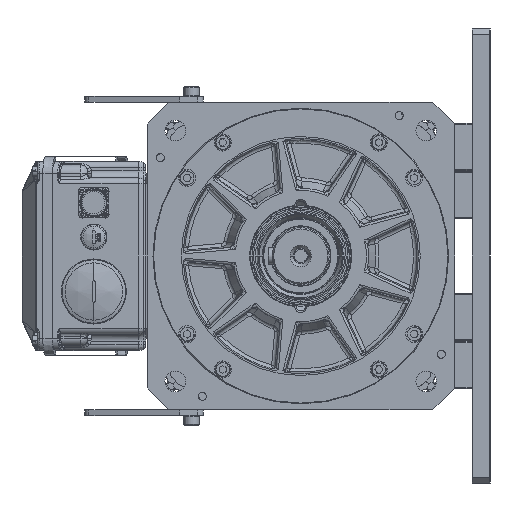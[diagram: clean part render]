
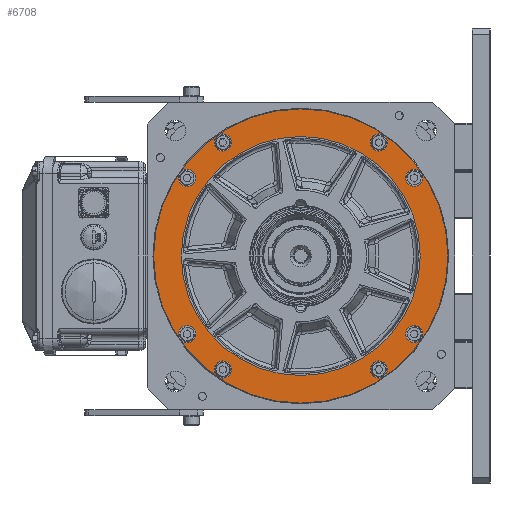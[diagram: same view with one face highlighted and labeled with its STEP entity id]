
A CAD part, left-side view. The second image highlights one B-rep face of the part: STEP entity #6708.
In plain terms, the highlighted planar face has unit normal (-1, 0, 0).
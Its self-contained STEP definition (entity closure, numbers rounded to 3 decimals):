
#1033=CARTESIAN_POINT('',(106.,0.,0.));
#1034=DIRECTION('',(1.,0.,0.));
#1035=DIRECTION('',(0.,-1.,0.));
#1036=AXIS2_PLACEMENT_3D('',#1033,#1034,#1035);
#1038=CARTESIAN_POINT('',(106.,0.,0.));
#1039=DIRECTION('',(1.,0.,0.));
#1040=DIRECTION('',(0.,1.,0.));
#1041=AXIS2_PLACEMENT_3D('',#1038,#1039,#1040);
#1043=CARTESIAN_POINT('',(106.,96.,-66.));
#1044=DIRECTION('',(-1.,0.,0.));
#1045=DIRECTION('',(0.,-1.,0.));
#1046=AXIS2_PLACEMENT_3D('',#1043,#1044,#1045);
#1048=CARTESIAN_POINT('',(106.,96.,-66.));
#1049=DIRECTION('',(-1.,0.,0.));
#1050=DIRECTION('',(0.,1.,0.));
#1051=AXIS2_PLACEMENT_3D('',#1048,#1049,#1050);
#1053=CARTESIAN_POINT('',(106.,96.,66.));
#1054=DIRECTION('',(1.,0.,0.));
#1055=DIRECTION('',(0.,-1.,0.));
#1056=AXIS2_PLACEMENT_3D('',#1053,#1054,#1055);
#1058=CARTESIAN_POINT('',(106.,96.,66.));
#1059=DIRECTION('',(1.,0.,0.));
#1060=DIRECTION('',(0.,1.,0.));
#1061=AXIS2_PLACEMENT_3D('',#1058,#1059,#1060);
#1063=CARTESIAN_POINT('',(106.,-66.,-96.));
#1064=DIRECTION('',(-1.,0.,0.));
#1065=DIRECTION('',(0.,0.,1.));
#1066=AXIS2_PLACEMENT_3D('',#1063,#1064,#1065);
#1068=CARTESIAN_POINT('',(106.,-66.,-96.));
#1069=DIRECTION('',(-1.,0.,0.));
#1070=DIRECTION('',(0.,0.,-1.));
#1071=AXIS2_PLACEMENT_3D('',#1068,#1069,#1070);
#1073=CARTESIAN_POINT('',(106.,66.,-96.));
#1074=DIRECTION('',(1.,0.,0.));
#1075=DIRECTION('',(0.,0.,1.));
#1076=AXIS2_PLACEMENT_3D('',#1073,#1074,#1075);
#1078=CARTESIAN_POINT('',(106.,66.,-96.));
#1079=DIRECTION('',(1.,0.,0.));
#1080=DIRECTION('',(0.,0.,-1.));
#1081=AXIS2_PLACEMENT_3D('',#1078,#1079,#1080);
#1083=CARTESIAN_POINT('',(106.,-96.,66.));
#1084=DIRECTION('',(-1.,0.,0.));
#1085=DIRECTION('',(0.,1.,0.));
#1086=AXIS2_PLACEMENT_3D('',#1083,#1084,#1085);
#1088=CARTESIAN_POINT('',(106.,-96.,66.));
#1089=DIRECTION('',(-1.,0.,0.));
#1090=DIRECTION('',(0.,-1.,0.));
#1091=AXIS2_PLACEMENT_3D('',#1088,#1089,#1090);
#1093=CARTESIAN_POINT('',(106.,-96.,-66.));
#1094=DIRECTION('',(1.,0.,0.));
#1095=DIRECTION('',(0.,1.,0.));
#1096=AXIS2_PLACEMENT_3D('',#1093,#1094,#1095);
#1098=CARTESIAN_POINT('',(106.,-96.,-66.));
#1099=DIRECTION('',(1.,0.,0.));
#1100=DIRECTION('',(0.,-1.,0.));
#1101=AXIS2_PLACEMENT_3D('',#1098,#1099,#1100);
#1103=CARTESIAN_POINT('',(106.,66.,96.));
#1104=DIRECTION('',(-1.,0.,0.));
#1105=DIRECTION('',(0.,0.,-1.));
#1106=AXIS2_PLACEMENT_3D('',#1103,#1104,#1105);
#1108=CARTESIAN_POINT('',(106.,66.,96.));
#1109=DIRECTION('',(-1.,0.,0.));
#1110=DIRECTION('',(0.,0.,1.));
#1111=AXIS2_PLACEMENT_3D('',#1108,#1109,#1110);
#1113=CARTESIAN_POINT('',(106.,-66.,96.));
#1114=DIRECTION('',(1.,0.,0.));
#1115=DIRECTION('',(0.,0.,-1.));
#1116=AXIS2_PLACEMENT_3D('',#1113,#1114,#1115);
#1118=CARTESIAN_POINT('',(106.,-66.,96.));
#1119=DIRECTION('',(1.,0.,0.));
#1120=DIRECTION('',(0.,0.,1.));
#1121=AXIS2_PLACEMENT_3D('',#1118,#1119,#1120);
#1123=CARTESIAN_POINT('',(106.,0.,0.));
#1124=DIRECTION('',(-1.,0.,0.));
#1125=DIRECTION('',(0.,0.,1.));
#1126=AXIS2_PLACEMENT_3D('',#1123,#1124,#1125);
#1128=CARTESIAN_POINT('',(106.,0.,0.));
#1129=DIRECTION('',(-1.,0.,0.));
#1130=DIRECTION('',(0.,0.,-1.));
#1131=AXIS2_PLACEMENT_3D('',#1128,#1129,#1130);
#6257=CARTESIAN_POINT('',(106.,-124.423,0.));
#6258=CARTESIAN_POINT('',(106.,124.423,0.));
#6259=VERTEX_POINT('',#6257);
#6260=VERTEX_POINT('',#6258);
#6269=CARTESIAN_POINT('',(106.,88.75,-66.));
#6270=CARTESIAN_POINT('',(106.,103.25,-66.));
#6271=VERTEX_POINT('',#6269);
#6272=VERTEX_POINT('',#6270);
#6277=CARTESIAN_POINT('',(106.,88.75,66.));
#6278=VERTEX_POINT('',#6277);
#6279=CARTESIAN_POINT('',(106.,103.25,66.));
#6280=VERTEX_POINT('',#6279);
#6289=CARTESIAN_POINT('',(106.,-66.,-88.75));
#6290=VERTEX_POINT('',#6289);
#6291=CARTESIAN_POINT('',(106.,-66.,-103.25));
#6292=VERTEX_POINT('',#6291);
#6297=CARTESIAN_POINT('',(106.,66.,-88.75));
#6298=VERTEX_POINT('',#6297);
#6299=CARTESIAN_POINT('',(106.,66.,-103.25));
#6300=VERTEX_POINT('',#6299);
#6305=CARTESIAN_POINT('',(106.,-88.75,66.));
#6306=VERTEX_POINT('',#6305);
#6307=CARTESIAN_POINT('',(106.,-103.25,66.));
#6308=VERTEX_POINT('',#6307);
#6313=CARTESIAN_POINT('',(106.,-88.75,-66.));
#6314=VERTEX_POINT('',#6313);
#6315=CARTESIAN_POINT('',(106.,-103.25,-66.));
#6316=VERTEX_POINT('',#6315);
#6321=CARTESIAN_POINT('',(106.,66.,88.75));
#6322=VERTEX_POINT('',#6321);
#6323=CARTESIAN_POINT('',(106.,66.,103.25));
#6324=VERTEX_POINT('',#6323);
#6329=CARTESIAN_POINT('',(106.,-66.,88.75));
#6330=VERTEX_POINT('',#6329);
#6331=CARTESIAN_POINT('',(106.,-66.,103.25));
#6332=VERTEX_POINT('',#6331);
#6425=CARTESIAN_POINT('',(106.,0.,101.));
#6426=CARTESIAN_POINT('',(106.,0.,-101.));
#6427=VERTEX_POINT('',#6425);
#6428=VERTEX_POINT('',#6426);
#6644=CARTESIAN_POINT('',(106.,0.,0.));
#6645=DIRECTION('',(-1.,0.,0.));
#6646=DIRECTION('',(0.,-1.,0.));
#6647=AXIS2_PLACEMENT_3D('',#6644,#6645,#6646);
#6648=PLANE('',#6647);
#6650=ORIENTED_EDGE('',*,*,#6649,.T.);
#6652=ORIENTED_EDGE('',*,*,#6651,.T.);
#6653=EDGE_LOOP('',(#6650,#6652));
#6654=FACE_OUTER_BOUND('',#6653,.F.);
#6656=ORIENTED_EDGE('',*,*,#6655,.T.);
#6658=ORIENTED_EDGE('',*,*,#6657,.T.);
#6659=EDGE_LOOP('',(#6656,#6658));
#6660=FACE_BOUND('',#6659,.F.);
#6662=ORIENTED_EDGE('',*,*,#6661,.F.);
#6664=ORIENTED_EDGE('',*,*,#6663,.F.);
#6665=EDGE_LOOP('',(#6662,#6664));
#6666=FACE_BOUND('',#6665,.F.);
#6668=ORIENTED_EDGE('',*,*,#6667,.T.);
#6670=ORIENTED_EDGE('',*,*,#6669,.T.);
#6671=EDGE_LOOP('',(#6668,#6670));
#6672=FACE_BOUND('',#6671,.F.);
#6674=ORIENTED_EDGE('',*,*,#6673,.F.);
#6676=ORIENTED_EDGE('',*,*,#6675,.F.);
#6677=EDGE_LOOP('',(#6674,#6676));
#6678=FACE_BOUND('',#6677,.F.);
#6680=ORIENTED_EDGE('',*,*,#6679,.T.);
#6682=ORIENTED_EDGE('',*,*,#6681,.T.);
#6683=EDGE_LOOP('',(#6680,#6682));
#6684=FACE_BOUND('',#6683,.F.);
#6686=ORIENTED_EDGE('',*,*,#6685,.F.);
#6688=ORIENTED_EDGE('',*,*,#6687,.F.);
#6689=EDGE_LOOP('',(#6686,#6688));
#6690=FACE_BOUND('',#6689,.F.);
#6692=ORIENTED_EDGE('',*,*,#6691,.T.);
#6694=ORIENTED_EDGE('',*,*,#6693,.T.);
#6695=EDGE_LOOP('',(#6692,#6694));
#6696=FACE_BOUND('',#6695,.F.);
#6698=ORIENTED_EDGE('',*,*,#6697,.F.);
#6700=ORIENTED_EDGE('',*,*,#6699,.F.);
#6701=EDGE_LOOP('',(#6698,#6700));
#6702=FACE_BOUND('',#6701,.F.);
#6703=ORIENTED_EDGE('',*,*,#6634,.T.);
#6705=ORIENTED_EDGE('',*,*,#6704,.T.);
#6706=EDGE_LOOP('',(#6703,#6705));
#6707=FACE_BOUND('',#6706,.F.);
#6708=ADVANCED_FACE('',(#6654,#6660,#6666,#6672,#6678,#6684,#6690,#6696,#6702,
#6707),#6648,.T.);
#1037=CIRCLE('',#1036,124.423);
#1042=CIRCLE('',#1041,124.423);
#1047=CIRCLE('',#1046,7.25);
#1052=CIRCLE('',#1051,7.25);
#1057=CIRCLE('',#1056,7.25);
#1062=CIRCLE('',#1061,7.25);
#1067=CIRCLE('',#1066,7.25);
#1072=CIRCLE('',#1071,7.25);
#1077=CIRCLE('',#1076,7.25);
#1082=CIRCLE('',#1081,7.25);
#1087=CIRCLE('',#1086,7.25);
#1092=CIRCLE('',#1091,7.25);
#1097=CIRCLE('',#1096,7.25);
#1102=CIRCLE('',#1101,7.25);
#1107=CIRCLE('',#1106,7.25);
#1112=CIRCLE('',#1111,7.25);
#1117=CIRCLE('',#1116,7.25);
#1122=CIRCLE('',#1121,7.25);
#1127=CIRCLE('',#1126,101.);
#1132=CIRCLE('',#1131,101.);
#6634=EDGE_CURVE('',#6427,#6428,#1127,.T.);
#6649=EDGE_CURVE('',#6259,#6260,#1037,.T.);
#6651=EDGE_CURVE('',#6260,#6259,#1042,.T.);
#6655=EDGE_CURVE('',#6271,#6272,#1047,.T.);
#6657=EDGE_CURVE('',#6272,#6271,#1052,.T.);
#6661=EDGE_CURVE('',#6278,#6280,#1057,.T.);
#6663=EDGE_CURVE('',#6280,#6278,#1062,.T.);
#6667=EDGE_CURVE('',#6290,#6292,#1067,.T.);
#6669=EDGE_CURVE('',#6292,#6290,#1072,.T.);
#6673=EDGE_CURVE('',#6298,#6300,#1077,.T.);
#6675=EDGE_CURVE('',#6300,#6298,#1082,.T.);
#6679=EDGE_CURVE('',#6306,#6308,#1087,.T.);
#6681=EDGE_CURVE('',#6308,#6306,#1092,.T.);
#6685=EDGE_CURVE('',#6314,#6316,#1097,.T.);
#6687=EDGE_CURVE('',#6316,#6314,#1102,.T.);
#6691=EDGE_CURVE('',#6322,#6324,#1107,.T.);
#6693=EDGE_CURVE('',#6324,#6322,#1112,.T.);
#6697=EDGE_CURVE('',#6330,#6332,#1117,.T.);
#6699=EDGE_CURVE('',#6332,#6330,#1122,.T.);
#6704=EDGE_CURVE('',#6428,#6427,#1132,.T.);
